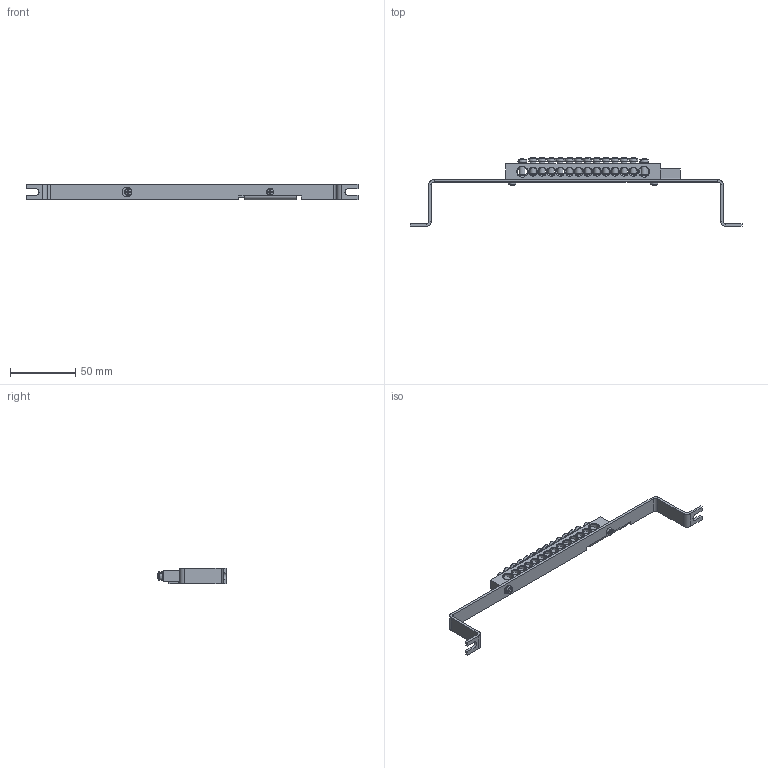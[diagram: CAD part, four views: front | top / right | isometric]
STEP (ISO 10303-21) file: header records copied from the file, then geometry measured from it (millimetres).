
FILE_DESCRIPTION(/* description */ (''),/* implementation_level */ '2;1');
FILE_NAME(/* name */ 'Шина PE 8х12-14 на скобе.stp',/* time_stamp */ '2021-04-12T22:18:37+03:00',/* author */ ('Admin'),/* organization */ (''),/* preprocessor_version */ 'ST-DEVELOPER v15.6',/* originating_system */ 'Autodesk Inventor 2015',/* authorisation */ '');
FILE_SCHEMA (('AUTOMOTIVE_DESIGN { 1 0 10303 214 3 1 1 }'));
Length unit declared in the file: millimetre
Products named in the file (6): Винт M4x10; Скоба; 8х12-14_2; Винт M5x10; Шина N+PE на \X2\0441

Assembly tree (19 placements, depth 3):
  Шина N+PE на \X2\0441

    Винт M4x10  x2
    Скоба
    8х12-14_2
      8х12-14_2
      Винт M5x10  x14
Bounding box: 255 x 52.65 x 12 mm (x, y, z)
Volume: 18749 mm3; surface area: 20472 mm2
Topology: 18 solids, 18 shells, 526 faces, 1364 edges, 890 vertices
Faces by surface type: plane 294, cone 76, cylinder 60, torus 48, sphere 32, bspline 16
Full cylindrical faces by diameter (mm): 3.242 x2, 3.9 x2, 4.134 x14, 4.8 x14, 5 x1, 6 x12, 7.2 x1, 7.5 x2
Entity records: 5795 total; most frequent: CARTESIAN_POINT 1463, DIRECTION 892, ORIENTED_EDGE 724, AXIS2_PLACEMENT_3D 363, EDGE_CURVE 362, EDGE_LOOP 308, VERTEX_POINT 262, FACE_OUTER_BOUND 176
